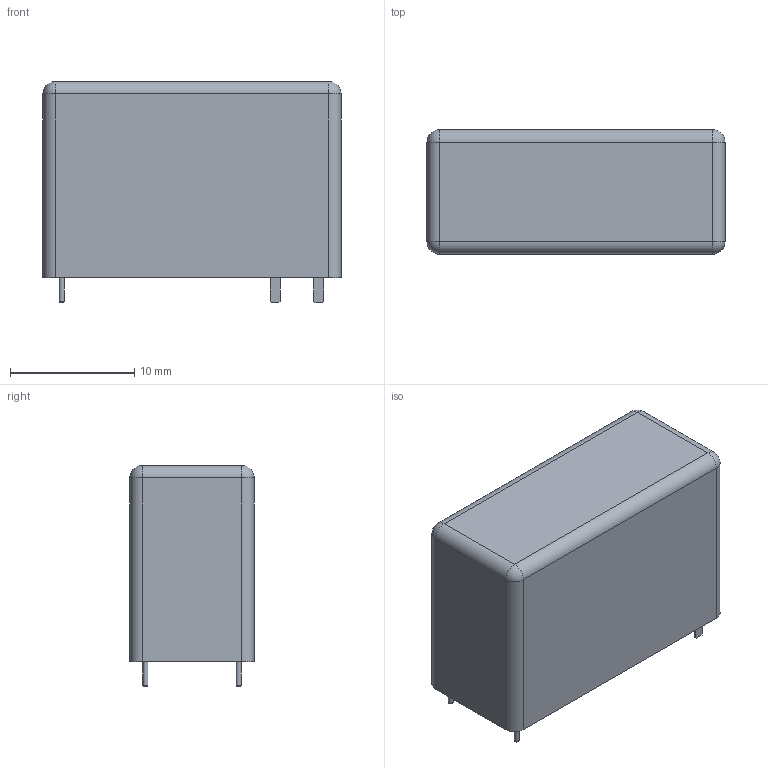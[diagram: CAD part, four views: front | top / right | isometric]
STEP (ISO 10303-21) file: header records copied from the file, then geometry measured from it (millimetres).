
FILE_DESCRIPTION(('FreeCAD Model'),'2;1');
FILE_NAME('ADW11HL.step','2021-03-31T14:37:53',('Author'),(''), 'Open CASCADE STEP processor 7.3','FreeCAD','Unknown');
FILE_SCHEMA(('AUTOMOTIVE_DESIGN { 1 0 10303 214 1 1 1 1 }'));
Length unit declared in the file: millimetre
Products named in the file (1): Fillet004
Bounding box: 24 x 10 x 17.8 mm (x, y, z)
Volume: 3765.6 mm3; surface area: 1509.5 mm2
Topology: 1 solids, 1 shells, 38 faces, 86 edges, 50 vertices
Faces by surface type: plane 22, cylinder 10, sphere 4, torus 2
Full cylindrical faces by diameter (mm): 0.4 x2
Entity records: 2100 total; most frequent: CARTESIAN_POINT 385, DIRECTION 323, LINE 194, VECTOR 194, ORIENTED_EDGE 164, PCURVE 164, DEFINITIONAL_REPRESENTATION 164, EDGE_CURVE 82
